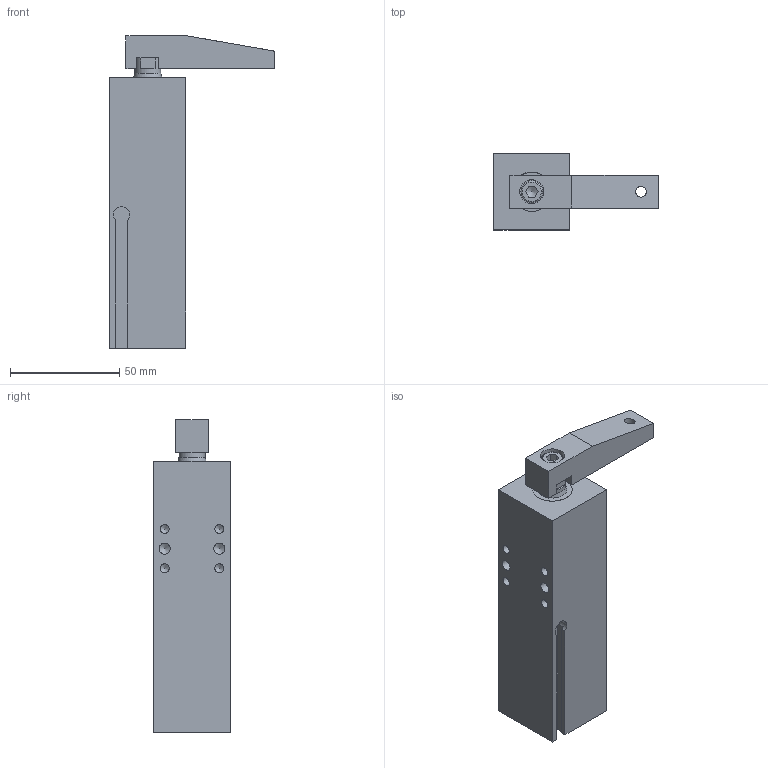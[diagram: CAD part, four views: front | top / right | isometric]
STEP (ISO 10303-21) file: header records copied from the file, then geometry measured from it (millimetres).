
FILE_DESCRIPTION((''),'2;1');
FILE_NAME('278066_Modell_Minischwenkspanner_SCBM_25_25_90°.stp','2010-09-13T09:42:32',('merg'),(''),'Autodesk Inventor 2010','Autodesk Inventor 2010','');
FILE_SCHEMA(('AUTOMOTIVE_DESIGN { 1 0 10303 214 1 1 1 1 }'));
Length unit declared in the file: millimetre
Products named in the file (9): 278066_Modell_Minischwenkspanner_SCBM_25_25_90°; 278075 Gehäuse SCBM 25-25-T03 ; 278071 Zylinderboden SCBM 25; 278084 Kolbenstange SCBM 25-25 Ausf; 273799 Verschlußstopfen G1-8; 212325 Abstreifer 12x20x7 NBR; 278068 Klemmstück SCBM 25-50; 200168 - Zylinderschraube M6x16 - DIN 912; 201360 - Sicherungsring 28 x 1.2 - DIN 472
Assembly tree (8 placements, depth 2):
  278066_Modell_Minischwenkspanner_SCBM_25_25_90°
    278075 Gehäuse SCBM 25-25-T03 
    278071 Zylinderboden SCBM 25
    278084 Kolbenstange SCBM 25-25 Ausf
    273799 Verschlußstopfen G1-8
    212325 Abstreifer 12x20x7 NBR
    278068 Klemmstück SCBM 25-50
    200168 - Zylinderschraube M6x16 - DIN 912
    201360 - Sicherungsring 28 x 1.2 - DIN 472
Bounding box: 75.5 x 35 x 143 mm (x, y, z)
Volume: 131642.2 mm3; surface area: 45911 mm2
Topology: 8 solids, 8 shells, 194 faces, 439 edges, 279 vertices
Faces by surface type: plane 95, cylinder 61, cone 28, bspline 7, torus 3
Full cylindrical faces by diameter (mm): 1 x2, 2 x2, 4.134 x10, 4.917 x2, 5 x4, 6 x3, 6.6 x1, 8 x1, 8.566 x1, 9.53 x1, 10 x3, 11 x1, 12 x2, 12.5 x2, 13 x1, 14 x2, 14.5 x1, 18 x2, 19 x1, 20 x2, 25 x1, 25.8 x1, 28 x4, 29.4 x1
Entity records: 5511 total; most frequent: CARTESIAN_POINT 1281, DIRECTION 851, ORIENTED_EDGE 646, AXIS2_PLACEMENT_3D 352, EDGE_CURVE 323, EDGE_LOOP 320, VERTEX_POINT 253, FACE_OUTER_BOUND 194
